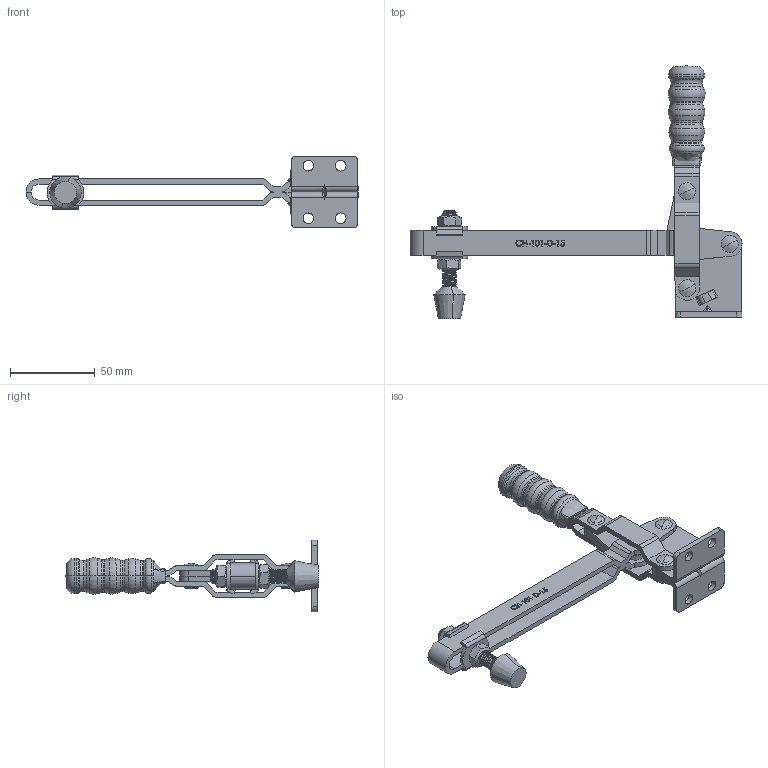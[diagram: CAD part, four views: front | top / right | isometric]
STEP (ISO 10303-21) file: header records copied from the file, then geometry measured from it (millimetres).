
FILE_DESCRIPTION (( 'STEP AP203' ), '1' );
FILE_NAME ('CH-101-D-15.STEP', '2010-06-04T05:47:15', ( '微软用户' ), ( '微软中国' ), 'SwSTEP 2.0', 'SolidWorks 2008', '' );
FILE_SCHEMA (( 'CONFIG_CONTROL_DESIGN' ));
Length unit declared in the file: millimetre
Products named in the file (10): CH-101-D-05_默认; CH-FW-516_默认; CH-101-D-15-02 U-BAR_默认; CH-101-D-15; CH-101-D-01 FLANGED BASE_默认; CH-101-D-03 STRAIGHT HANDLE_默认; CH-101-D-06_默认; CH-101-D-04 CONNECTING-PLATE_默认; CH-FC-56212 SPINDLE SUPPLIED_默认; CH-FC-56212 Nut_默认
Assembly tree (15 placements, depth 2):
  CH-101-D-15
    CH-101-D-05_默认  x4
    CH-FW-516_默认  x2
    CH-101-D-15-02 U-BAR_默认
    CH-101-D-01 FLANGED BASE_默认
    CH-FC-56212 Nut_默认  x2
    CH-101-D-04 CONNECTING-PLATE_默认  x2
    CH-FC-56212 SPINDLE SUPPLIED_默认
    CH-101-D-03 STRAIGHT HANDLE_默认
    CH-101-D-06_默认
Bounding box: 195.3 x 148.94 x 42 mm (x, y, z)
Volume: 67294 mm3; surface area: 51630.3 mm2
Topology: 17 solids, 17 shells, 847 faces, 2238 edges, 1442 vertices
Faces by surface type: plane 313, cylinder 240, bspline 187, cone 55, torus 52
Entity records: 34770 total; most frequent: CARTESIAN_POINT 16599, ORIENTED_EDGE 3930, DIRECTION 2900, EDGE_CURVE 1965, VERTEX_POINT 1284, VECTOR 1074, LINE 1074, AXIS2_PLACEMENT_3D 913
